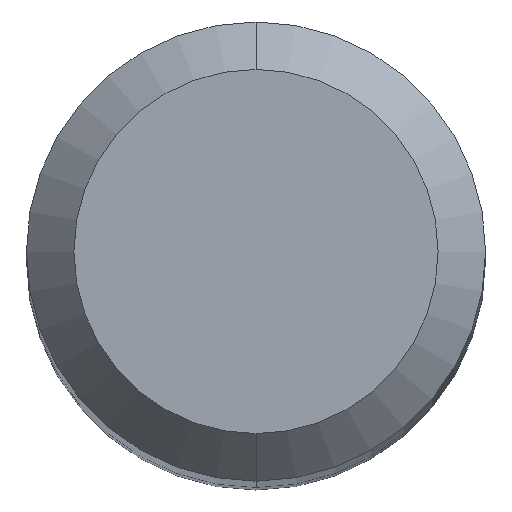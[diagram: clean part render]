
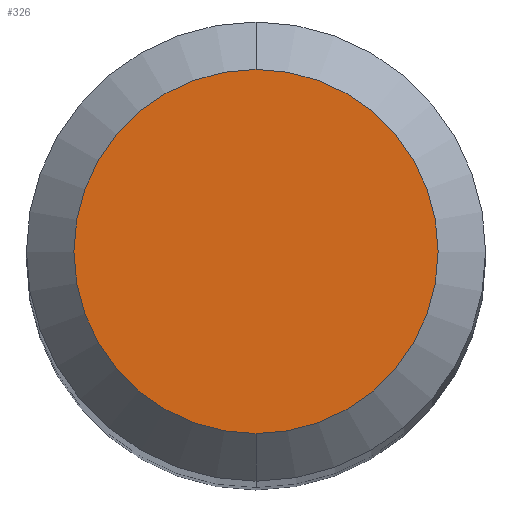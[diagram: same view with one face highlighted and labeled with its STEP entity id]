
A CAD part, top view. The second image highlights one B-rep face of the part: STEP entity #326.
In plain terms, the highlighted planar face has unit normal (0, 0, 1).
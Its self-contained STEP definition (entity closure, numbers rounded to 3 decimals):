
#1 = CARTESIAN_POINT ( 'NONE',  ( 0., 0., 66. ) ) ;
#12 = ORIENTED_EDGE ( 'NONE', *, *, #61, .F. ) ;
#22 = CARTESIAN_POINT ( 'NONE',  ( 0., 0., 66. ) ) ;
#53 = DIRECTION ( 'NONE',  ( 0., 1., 0. ) ) ;
#54 = CARTESIAN_POINT ( 'NONE',  ( 0., -2.3, 66. ) ) ;
#61 = EDGE_CURVE ( 'NONE', #244, #270, #318, .T. ) ;
#104 = DIRECTION ( 'NONE',  ( 0., 0., -1. ) ) ;
#106 = CARTESIAN_POINT ( 'NONE',  ( 0., 2.3, 66. ) ) ;
#128 = AXIS2_PLACEMENT_3D ( 'NONE', #157, #131, #134 ) ;
#130 = FACE_OUTER_BOUND ( 'NONE', #293, .T. ) ;
#131 = DIRECTION ( 'NONE',  ( 0., 0., -1. ) ) ;
#134 = DIRECTION ( 'NONE',  ( 0., 1., 0. ) ) ;
#136 = AXIS2_PLACEMENT_3D ( 'NONE', #1, #104, #53 ) ;
#157 = CARTESIAN_POINT ( 'NONE',  ( 0., 0., 66. ) ) ;
#180 = DIRECTION ( 'NONE',  ( 0., 0., -1. ) ) ;
#194 = ORIENTED_EDGE ( 'NONE', *, *, #255, .F. ) ;
#204 = DIRECTION ( 'NONE',  ( 0., 1., 0. ) ) ;
#233 = CIRCLE ( 'NONE', #128, 2.3 ) ;
#244 = VERTEX_POINT ( 'NONE', #106 ) ;
#245 = AXIS2_PLACEMENT_3D ( 'NONE', #22, #180, #204 ) ;
#255 = EDGE_CURVE ( 'NONE', #270, #244, #233, .T. ) ;
#270 = VERTEX_POINT ( 'NONE', #54 ) ;
#284 = PLANE ( 'NONE',  #136 ) ;
#293 = EDGE_LOOP ( 'NONE', ( #12, #194 ) ) ;
#318 = CIRCLE ( 'NONE', #245, 2.3 ) ;
#326 = ADVANCED_FACE ( 'NONE', ( #130 ), #284, .F. ) ;
